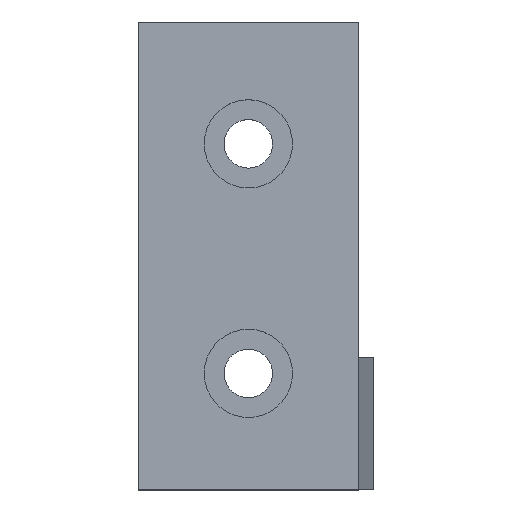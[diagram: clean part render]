
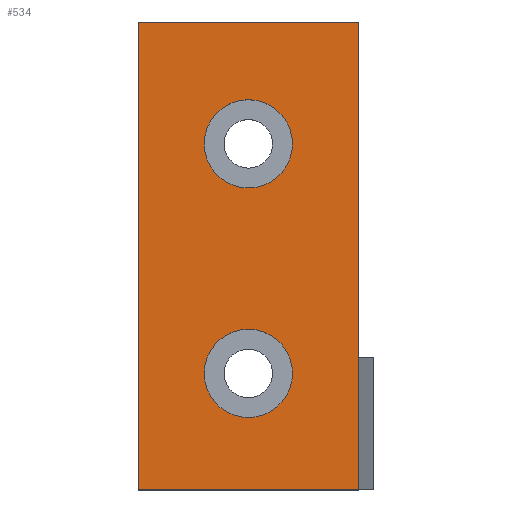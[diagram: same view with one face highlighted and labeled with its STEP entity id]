
A CAD part, top view. The second image highlights one B-rep face of the part: STEP entity #534.
In plain terms, the highlighted planar face has unit normal (0, 0, 1).
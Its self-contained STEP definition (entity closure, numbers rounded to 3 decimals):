
#8 = EDGE_CURVE ( 'NONE', #580, #71, #297, .T. ) ;
#13 = DIRECTION ( 'NONE',  ( 0., -1., 0. ) ) ;
#18 = EDGE_CURVE ( 'NONE', #191, #376, #500, .T. ) ;
#22 = AXIS2_PLACEMENT_3D ( 'NONE', #290, #480, #432 ) ;
#47 = VERTEX_POINT ( 'NONE', #455 ) ;
#48 = VERTEX_POINT ( 'NONE', #314 ) ;
#64 = EDGE_CURVE ( 'NONE', #532, #48, #608, .T. ) ;
#65 = EDGE_CURVE ( 'NONE', #376, #580, #318, .T. ) ;
#71 = VERTEX_POINT ( 'NONE', #458 ) ;
#80 = EDGE_CURVE ( 'NONE', #71, #191, #215, .T. ) ;
#84 = EDGE_LOOP ( 'NONE', ( #339, #255, #325, #145 ) ) ;
#89 = FACE_OUTER_BOUND ( 'NONE', #84, .T. ) ;
#97 = FACE_BOUND ( 'NONE', #195, .T. ) ;
#99 = EDGE_LOOP ( 'NONE', ( #347, #375 ) ) ;
#121 = ORIENTED_EDGE ( 'NONE', *, *, #394, .F. ) ;
#145 = ORIENTED_EDGE ( 'NONE', *, *, #8, .T. ) ;
#157 = DIRECTION ( 'NONE',  ( 0., 0., 1. ) ) ;
#159 = PLANE ( 'NONE',  #22 ) ;
#161 = DIRECTION ( 'NONE',  ( 0., 1., 0. ) ) ;
#191 = VERTEX_POINT ( 'NONE', #567 ) ;
#195 = EDGE_LOOP ( 'NONE', ( #370, #121 ) ) ;
#215 = LINE ( 'NONE', #407, #335 ) ;
#227 = CARTESIAN_POINT ( 'NONE',  ( 7.5, 13.2, 8. ) ) ;
#232 = AXIS2_PLACEMENT_3D ( 'NONE', #633, #642, #586 ) ;
#255 = ORIENTED_EDGE ( 'NONE', *, *, #18, .T. ) ;
#269 = CARTESIAN_POINT ( 'NONE',  ( 25., 0., 8. ) ) ;
#277 = CIRCLE ( 'NONE', #232, 5. ) ;
#290 = CARTESIAN_POINT ( 'NONE',  ( 0., 0., 8. ) ) ;
#291 = DIRECTION ( 'NONE',  ( 1., 0., 0. ) ) ;
#293 = CARTESIAN_POINT ( 'NONE',  ( 0., 0., 8. ) ) ;
#297 = LINE ( 'NONE', #549, #463 ) ;
#307 = CARTESIAN_POINT ( 'NONE',  ( 17.5, 39.2, 8. ) ) ;
#312 = DIRECTION ( 'NONE',  ( -1., 0., 0. ) ) ;
#314 = CARTESIAN_POINT ( 'NONE',  ( 7.5, 39.2, 8. ) ) ;
#318 = LINE ( 'NONE', #269, #475 ) ;
#319 = CARTESIAN_POINT ( 'NONE',  ( 12.5, 13.2, 8. ) ) ;
#325 = ORIENTED_EDGE ( 'NONE', *, *, #65, .T. ) ;
#335 = VECTOR ( 'NONE', #13, 1000. ) ;
#339 = ORIENTED_EDGE ( 'NONE', *, *, #80, .T. ) ;
#347 = ORIENTED_EDGE ( 'NONE', *, *, #64, .F. ) ;
#366 = EDGE_CURVE ( 'NONE', #48, #532, #466, .T. ) ;
#370 = ORIENTED_EDGE ( 'NONE', *, *, #598, .F. ) ;
#375 = ORIENTED_EDGE ( 'NONE', *, *, #366, .F. ) ;
#376 = VERTEX_POINT ( 'NONE', #504 ) ;
#394 = EDGE_CURVE ( 'NONE', #471, #47, #400, .T. ) ;
#397 = DIRECTION ( 'NONE',  ( 1., 0., 0. ) ) ;
#400 = CIRCLE ( 'NONE', #558, 5. ) ;
#407 = CARTESIAN_POINT ( 'NONE',  ( 0., 0., 8. ) ) ;
#414 = DIRECTION ( 'NONE',  ( 1., 0., 0. ) ) ;
#432 = DIRECTION ( 'NONE',  ( -1., 0., 0. ) ) ;
#433 = VECTOR ( 'NONE', #397, 1000. ) ;
#437 = CARTESIAN_POINT ( 'NONE',  ( 25., 53., 8. ) ) ;
#449 = DIRECTION ( 'NONE',  ( 0., 0., 1. ) ) ;
#455 = CARTESIAN_POINT ( 'NONE',  ( 17.5, 13.2, 8. ) ) ;
#458 = CARTESIAN_POINT ( 'NONE',  ( 0., 53., 8. ) ) ;
#463 = VECTOR ( 'NONE', #312, 1000. ) ;
#466 = CIRCLE ( 'NONE', #522, 5. ) ;
#471 = VERTEX_POINT ( 'NONE', #227 ) ;
#475 = VECTOR ( 'NONE', #161, 1000. ) ;
#480 = DIRECTION ( 'NONE',  ( 0., 0., -1. ) ) ;
#500 = LINE ( 'NONE', #293, #433 ) ;
#504 = CARTESIAN_POINT ( 'NONE',  ( 25., 0., 8. ) ) ;
#506 = CARTESIAN_POINT ( 'NONE',  ( 12.5, 39.2, 8. ) ) ;
#519 = AXIS2_PLACEMENT_3D ( 'NONE', #506, #555, #599 ) ;
#522 = AXIS2_PLACEMENT_3D ( 'NONE', #596, #157, #291 ) ;
#528 = FACE_BOUND ( 'NONE', #99, .T. ) ;
#532 = VERTEX_POINT ( 'NONE', #307 ) ;
#534 = ADVANCED_FACE ( 'NONE', ( #528, #97, #89 ), #159, .F. ) ;
#549 = CARTESIAN_POINT ( 'NONE',  ( 0., 53., 8. ) ) ;
#555 = DIRECTION ( 'NONE',  ( 0., 0., 1. ) ) ;
#558 = AXIS2_PLACEMENT_3D ( 'NONE', #319, #449, #414 ) ;
#567 = CARTESIAN_POINT ( 'NONE',  ( 0., 0., 8. ) ) ;
#580 = VERTEX_POINT ( 'NONE', #437 ) ;
#586 = DIRECTION ( 'NONE',  ( 1., 0., 0. ) ) ;
#596 = CARTESIAN_POINT ( 'NONE',  ( 12.5, 39.2, 8. ) ) ;
#598 = EDGE_CURVE ( 'NONE', #47, #471, #277, .T. ) ;
#599 = DIRECTION ( 'NONE',  ( 1., 0., 0. ) ) ;
#608 = CIRCLE ( 'NONE', #519, 5. ) ;
#633 = CARTESIAN_POINT ( 'NONE',  ( 12.5, 13.2, 8. ) ) ;
#642 = DIRECTION ( 'NONE',  ( 0., 0., 1. ) ) ;
